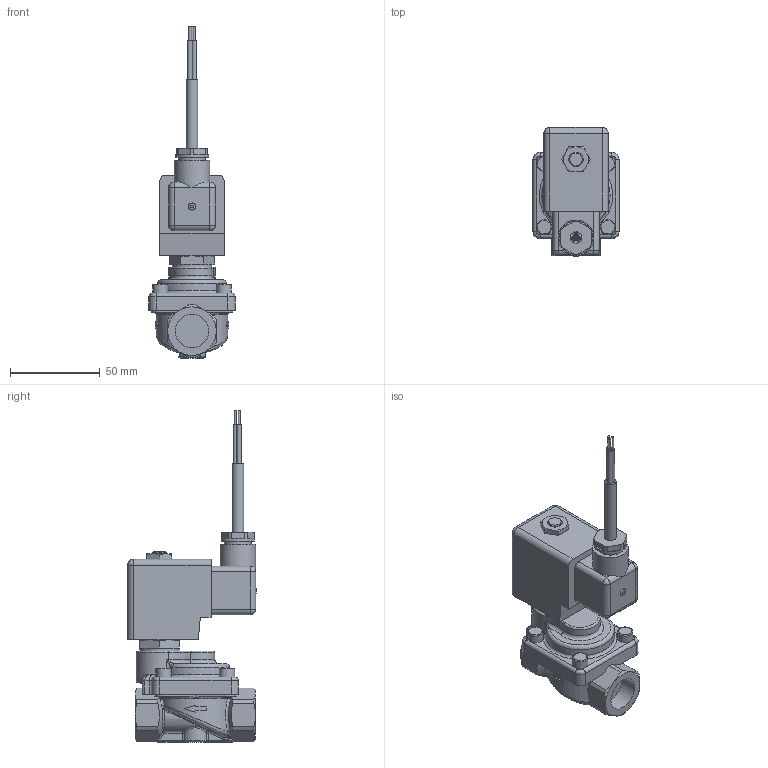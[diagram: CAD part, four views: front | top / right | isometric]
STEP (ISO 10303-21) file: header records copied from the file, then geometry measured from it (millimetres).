
FILE_DESCRIPTION(/* description */ ('3D-Modell'),/* implementation_level */ '2;1');
FILE_NAME(/* name */ '051.000284_C5123-1002-.148.stp',/* time_stamp */ '2019-10-14T11:32:57+02:00',/* author */ ('LBirkmann'),/* organization */ (''),/* preprocessor_version */ 'ST-DEVELOPER v16.1',/* originating_system */ 'Autodesk Inventor 2016',/* authorisation */ '');
FILE_SCHEMA (('AUTOMOTIVE_DESIGN { 1 0 10303 214 3 1 1 }'));
Length unit declared in the file: millimetre
Products named in the file (1): 88-004364
Bounding box: 48 x 71.9 x 185 mm (x, y, z)
Volume: 179016.6 mm3; surface area: 30929.8 mm2
Topology: 1 solids, 1 shells, 387 faces, 928 edges, 556 vertices
Faces by surface type: plane 127, cylinder 108, bspline 71, cone 39, torus 30, sphere 12
Full cylindrical faces by diameter (mm): 1.2 x3, 5 x4, 6.5 x1, 8 x1, 8.5 x4, 9 x4, 15 x1, 18.5 x1, 18.631 x2, 19.8 x1, 21.9 x1
Entity records: 12965 total; most frequent: CARTESIAN_POINT 4738, ORIENTED_EDGE 1746, DIRECTION 1645, EDGE_CURVE 870, AXIS2_PLACEMENT_3D 685, VERTEX_POINT 540, EDGE_LOOP 442, FACE_OUTER_BOUND 387
